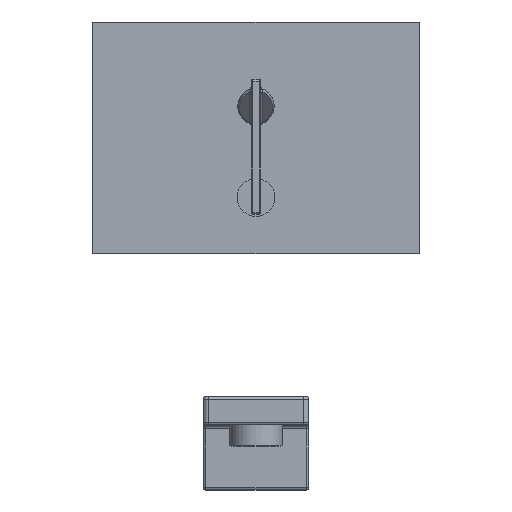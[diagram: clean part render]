
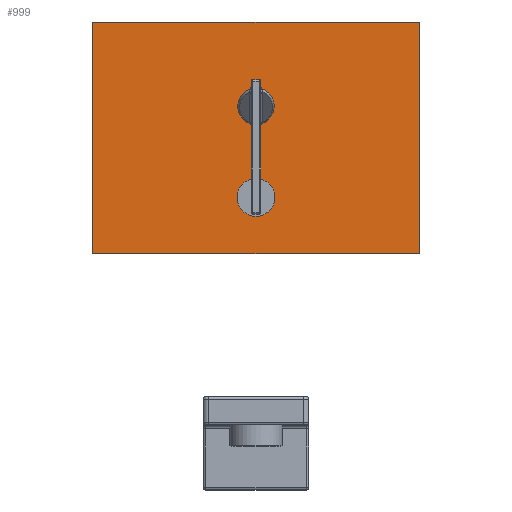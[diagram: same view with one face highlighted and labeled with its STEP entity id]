
A CAD part, top view. The second image highlights one B-rep face of the part: STEP entity #999.
In plain terms, the highlighted planar face has unit normal (0, 0, 1).
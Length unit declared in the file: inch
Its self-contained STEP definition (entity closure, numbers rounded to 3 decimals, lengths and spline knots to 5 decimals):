
#594=DIRECTION('',(0.,-1.,0.));
#595=VECTOR('',#594,5.5);
#596=CARTESIAN_POINT('',(-3.875,2.,4.04597));
#597=LINE('',#596,#595);
#598=DIRECTION('',(-1.,0.,0.));
#599=VECTOR('',#598,7.75);
#600=CARTESIAN_POINT('',(3.875,2.,4.04597));
#601=LINE('',#600,#599);
#602=DIRECTION('',(0.,1.,0.));
#603=VECTOR('',#602,5.5);
#604=CARTESIAN_POINT('',(3.875,-3.5,4.04597));
#605=LINE('',#604,#603);
#606=DIRECTION('',(1.,0.,0.));
#607=VECTOR('',#606,7.75);
#608=CARTESIAN_POINT('',(-3.875,-3.5,4.04597));
#609=LINE('',#608,#607);
#636=CARTESIAN_POINT('',(-3.875,2.,4.04597));
#637=CARTESIAN_POINT('',(-3.875,-3.5,4.04597));
#638=VERTEX_POINT('',#636);
#639=VERTEX_POINT('',#637);
#640=CARTESIAN_POINT('',(3.875,-3.5,4.04597));
#641=VERTEX_POINT('',#640);
#642=CARTESIAN_POINT('',(3.875,2.,4.04597));
#643=VERTEX_POINT('',#642);
#988=CARTESIAN_POINT('',(0.,-0.75,4.04597));
#989=DIRECTION('',(0.,0.,1.));
#990=DIRECTION('',(1.,0.,0.));
#991=AXIS2_PLACEMENT_3D('',#988,#989,#990);
#992=PLANE('',#991);
#993=ORIENTED_EDGE('',*,*,#955,.F.);
#994=ORIENTED_EDGE('',*,*,#969,.F.);
#995=ORIENTED_EDGE('',*,*,#982,.F.);
#996=ORIENTED_EDGE('',*,*,#914,.F.);
#997=EDGE_LOOP('',(#993,#994,#995,#996));
#998=FACE_OUTER_BOUND('',#997,.F.);
#999=ADVANCED_FACE('',(#998),#992,.T.);
#914=EDGE_CURVE('',#639,#641,#609,.T.);
#955=EDGE_CURVE('',#638,#639,#597,.T.);
#969=EDGE_CURVE('',#643,#638,#601,.T.);
#982=EDGE_CURVE('',#641,#643,#605,.T.);
